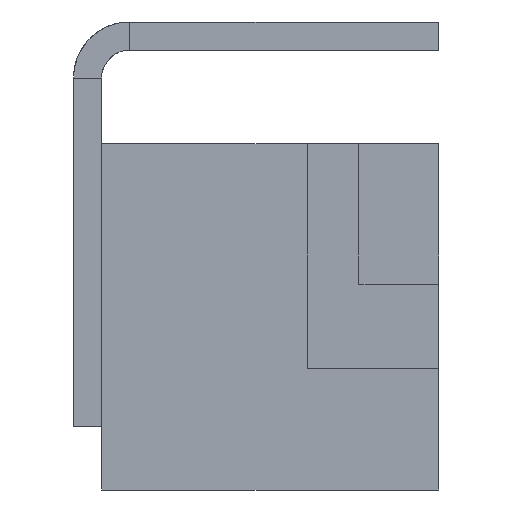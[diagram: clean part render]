
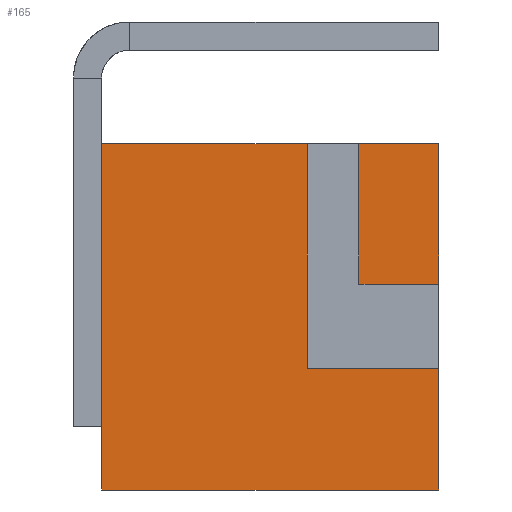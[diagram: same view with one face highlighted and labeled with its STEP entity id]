
A CAD part, left-side view. The second image highlights one B-rep face of the part: STEP entity #165.
In plain terms, the highlighted planar face has unit normal (-1, 0, 0).
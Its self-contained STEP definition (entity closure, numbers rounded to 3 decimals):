
#165=ADVANCED_FACE('',(#3478),#3480,.F.);
#3478=FACE_BOUND('',#3479,.T.);
#3479=EDGE_LOOP('',(#8758,#8759,#8760,#8761,#8762,#8763,#8764,#8765,#8766,#8767));
#3480=PLANE('',#3481);
#3481=AXIS2_PLACEMENT_3D('',#3482,#3483,#3484);
#3482=CARTESIAN_POINT('',(-5.,-1.8,3.7));
#3483=DIRECTION('',(1.,0.,0.));
#3484=DIRECTION('',(0.,0.,-1.));
#8758=ORIENTED_EDGE('',*,*,#10731,.T.);
#8759=ORIENTED_EDGE('',*,*,#10732,.T.);
#8760=ORIENTED_EDGE('',*,*,#10733,.F.);
#8761=ORIENTED_EDGE('',*,*,#10734,.F.);
#8762=ORIENTED_EDGE('',*,*,#10707,.T.);
#8763=ORIENTED_EDGE('',*,*,#10735,.T.);
#8764=ORIENTED_EDGE('',*,*,#10736,.T.);
#8765=ORIENTED_EDGE('',*,*,#10737,.T.);
#8766=ORIENTED_EDGE('',*,*,#10738,.F.);
#8767=ORIENTED_EDGE('',*,*,#10739,.F.);
#10707=EDGE_CURVE('',#11725,#11723,#11726,.T.);
#10731=EDGE_CURVE('',#11768,#11769,#11770,.T.);
#10732=EDGE_CURVE('',#11769,#11771,#11772,.T.);
#10733=EDGE_CURVE('',#11773,#11771,#11774,.T.);
#10734=EDGE_CURVE('',#11725,#11773,#11775,.T.);
#10735=EDGE_CURVE('',#11723,#11776,#11777,.T.);
#10736=EDGE_CURVE('',#11776,#11778,#11779,.T.);
#10737=EDGE_CURVE('',#11778,#11780,#11781,.T.);
#10738=EDGE_CURVE('',#11782,#11780,#11783,.T.);
#10739=EDGE_CURVE('',#11768,#11782,#11784,.T.);
#11723=VERTEX_POINT('',#13421);
#11725=VERTEX_POINT('',#13425);
#11726=LINE('',#13426,#13427);
#11768=VERTEX_POINT('',#13516);
#11769=VERTEX_POINT('',#13517);
#11770=LINE('',#13518,#13519);
#11771=VERTEX_POINT('',#13521);
#11772=LINE('',#13522,#13523);
#11773=VERTEX_POINT('',#13525);
#11774=LINE('',#13526,#13527);
#11775=LINE('',#13529,#13530);
#11776=VERTEX_POINT('',#13532);
#11777=LINE('',#13533,#13534);
#11778=VERTEX_POINT('',#13536);
#11779=LINE('',#13537,#13538);
#11780=VERTEX_POINT('',#13540);
#11781=LINE('',#13541,#13542);
#11782=VERTEX_POINT('',#13544);
#11783=LINE('',#13545,#13546);
#11784=LINE('',#13548,#13549);
#13421=CARTESIAN_POINT('',(-5.,-0.4,3.7));
#13425=CARTESIAN_POINT('',(-5.,-0.4,1.3));
#13426=CARTESIAN_POINT('',(-5.,-0.4,1.3));
#13427=VECTOR('',#13428,1.);
#13428=DIRECTION('',(0.,0.,1.));
#13516=CARTESIAN_POINT('',(-5.,1.8,3.7));
#13517=CARTESIAN_POINT('',(-5.,1.8,0.));
#13518=CARTESIAN_POINT('',(-5.,1.8,3.7));
#13519=VECTOR('',#13520,1.);
#13520=DIRECTION('',(0.,0.,-1.));
#13521=CARTESIAN_POINT('',(-5.,-1.8,0.));
#13522=CARTESIAN_POINT('',(-5.,1.8,0.));
#13523=VECTOR('',#13524,1.);
#13524=DIRECTION('',(0.,-1.,0.));
#13525=CARTESIAN_POINT('',(-5.,-1.8,1.3));
#13526=CARTESIAN_POINT('',(-5.,-1.8,1.3));
#13527=VECTOR('',#13528,1.);
#13528=DIRECTION('',(0.,0.,-1.));
#13529=CARTESIAN_POINT('',(-5.,-0.4,1.3));
#13530=VECTOR('',#13531,1.);
#13531=DIRECTION('',(0.,-1.,0.));
#13532=CARTESIAN_POINT('',(-5.,-0.95,3.7));
#13533=CARTESIAN_POINT('',(-5.,-0.4,3.7));
#13534=VECTOR('',#13535,1.);
#13535=DIRECTION('',(0.,-1.,0.));
#13536=CARTESIAN_POINT('',(-5.,-0.95,2.2));
#13537=CARTESIAN_POINT('',(-5.,-0.95,3.7));
#13538=VECTOR('',#13539,1.);
#13539=DIRECTION('',(0.,0.,-1.));
#13540=CARTESIAN_POINT('',(-5.,-1.8,2.2));
#13541=CARTESIAN_POINT('',(-5.,-0.95,2.2));
#13542=VECTOR('',#13543,1.);
#13543=DIRECTION('',(0.,-1.,0.));
#13544=CARTESIAN_POINT('',(-5.,-1.8,3.7));
#13545=CARTESIAN_POINT('',(-5.,-1.8,3.7));
#13546=VECTOR('',#13547,1.);
#13547=DIRECTION('',(0.,0.,-1.));
#13548=CARTESIAN_POINT('',(-5.,1.8,3.7));
#13549=VECTOR('',#13550,1.);
#13550=DIRECTION('',(0.,-1.,0.));
